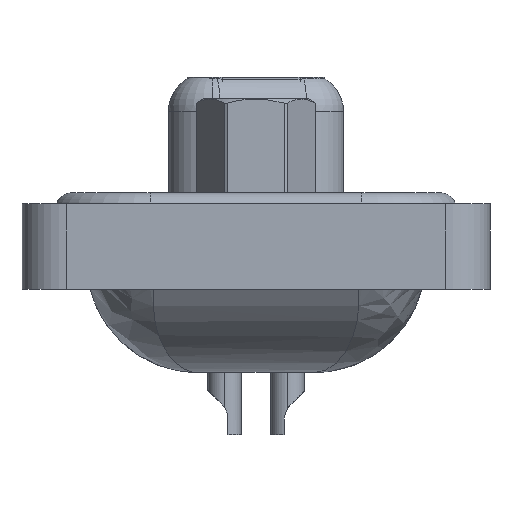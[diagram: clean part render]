
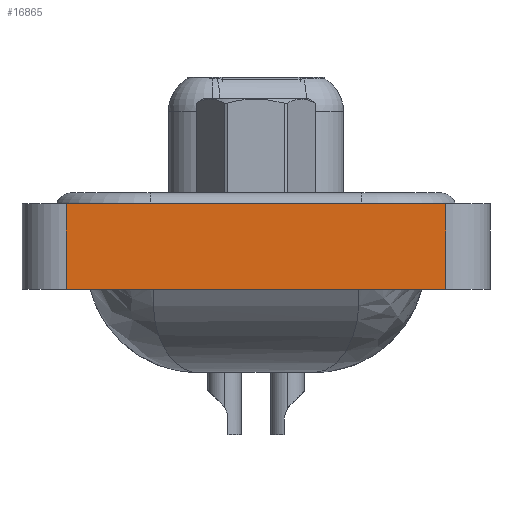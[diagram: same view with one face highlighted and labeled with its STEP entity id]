
A CAD part, left-side view. The second image highlights one B-rep face of the part: STEP entity #16865.
In plain terms, the highlighted planar face has unit normal (-1, 0, 0).
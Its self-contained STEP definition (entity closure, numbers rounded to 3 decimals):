
#305 = CARTESIAN_POINT ( 'NONE',  ( -7.35, 8.55, -3.35 ) ) ;
#350 = CARTESIAN_POINT ( 'NONE',  ( -7.35, -8.55, -3.35 ) ) ;
#379 = CARTESIAN_POINT ( 'NONE',  ( -7.35, -8.55, -3.35 ) ) ;
#527 = PLANE ( 'NONE',  #3903 ) ;
#1081 = VECTOR ( 'NONE', #16814, 1000. ) ;
#3394 = VERTEX_POINT ( 'NONE', #3697 ) ;
#3697 = CARTESIAN_POINT ( 'NONE',  ( -7.35, 8.55, 0.5 ) ) ;
#3903 = AXIS2_PLACEMENT_3D ( 'NONE', #6214, #20959, #13634 ) ;
#4217 = EDGE_LOOP ( 'NONE', ( #16906, #15810, #20809, #5940 ) ) ;
#5940 = ORIENTED_EDGE ( 'NONE', *, *, #13828, .T. ) ;
#6214 = CARTESIAN_POINT ( 'NONE',  ( -7.35, -8.55, -3.35 ) ) ;
#7601 = VERTEX_POINT ( 'NONE', #22710 ) ;
#7911 = DIRECTION ( 'NONE',  ( 0., -1., 0. ) ) ;
#8651 = VECTOR ( 'NONE', #11523, 1000. ) ;
#9623 = CARTESIAN_POINT ( 'NONE',  ( -7.35, -8.55, -3.35 ) ) ;
#10734 = LINE ( 'NONE', #18152, #11372 ) ;
#11352 = LINE ( 'NONE', #9623, #1081 ) ;
#11372 = VECTOR ( 'NONE', #19879, 1000. ) ;
#11523 = DIRECTION ( 'NONE',  ( 0., 0., 1. ) ) ;
#13634 = DIRECTION ( 'NONE',  ( 0., 0., 1. ) ) ;
#13828 = EDGE_CURVE ( 'NONE', #15259, #23891, #11352, .T. ) ;
#15259 = VERTEX_POINT ( 'NONE', #305 ) ;
#15376 = EDGE_CURVE ( 'NONE', #23891, #7601, #17337, .T. ) ;
#15810 = ORIENTED_EDGE ( 'NONE', *, *, #23836, .F. ) ;
#16814 = DIRECTION ( 'NONE',  ( 0., -1., 0. ) ) ;
#16865 = ADVANCED_FACE ( 'NONE', ( #19334 ), #527, .T. ) ;
#16906 = ORIENTED_EDGE ( 'NONE', *, *, #15376, .T. ) ;
#17337 = LINE ( 'NONE', #379, #8651 ) ;
#18152 = CARTESIAN_POINT ( 'NONE',  ( -7.35, 8.55, -3.35 ) ) ;
#18672 = LINE ( 'NONE', #19268, #22456 ) ;
#19268 = CARTESIAN_POINT ( 'NONE',  ( -7.35, -8.55, 0.5 ) ) ;
#19334 = FACE_OUTER_BOUND ( 'NONE', #4217, .T. ) ;
#19879 = DIRECTION ( 'NONE',  ( 0., 0., 1. ) ) ;
#20809 = ORIENTED_EDGE ( 'NONE', *, *, #21245, .F. ) ;
#20959 = DIRECTION ( 'NONE',  ( -1., 0., 0. ) ) ;
#21245 = EDGE_CURVE ( 'NONE', #15259, #3394, #10734, .T. ) ;
#22456 = VECTOR ( 'NONE', #7911, 1000. ) ;
#22710 = CARTESIAN_POINT ( 'NONE',  ( -7.35, -8.55, 0.5 ) ) ;
#23836 = EDGE_CURVE ( 'NONE', #3394, #7601, #18672, .T. ) ;
#23891 = VERTEX_POINT ( 'NONE', #350 ) ;
